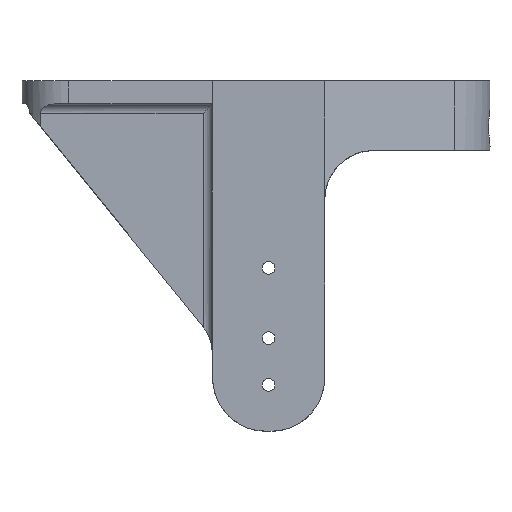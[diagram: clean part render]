
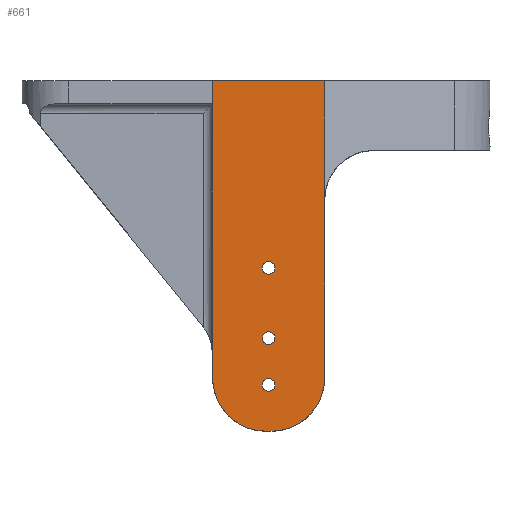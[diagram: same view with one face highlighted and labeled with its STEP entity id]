
A CAD part, left-side view. The second image highlights one B-rep face of the part: STEP entity #661.
In plain terms, the highlighted planar face has unit normal (-1, 0, 0).
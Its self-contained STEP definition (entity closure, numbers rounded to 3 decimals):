
#70 = ORIENTED_EDGE ( 'NONE', *, *, #4477, .T. ) ;
#78 = EDGE_LOOP ( 'NONE', ( #111, #4745 ) ) ;
#111 = ORIENTED_EDGE ( 'NONE', *, *, #4534, .T. ) ;
#185 = EDGE_CURVE ( 'NONE', #1020, #1507, #3792, .T. ) ;
#193 = VERTEX_POINT ( 'NONE', #2964 ) ;
#222 = CARTESIAN_POINT ( 'NONE',  ( -110., -52.7, -53.647 ) ) ;
#225 = ORIENTED_EDGE ( 'NONE', *, *, #185, .T. ) ;
#290 = CARTESIAN_POINT ( 'NONE',  ( -110., -52.2, -74.9 ) ) ;
#304 = EDGE_CURVE ( 'NONE', #4462, #193, #5364, .T. ) ;
#318 = CARTESIAN_POINT ( 'NONE',  ( -110., -64.7, -74.9 ) ) ;
#341 = AXIS2_PLACEMENT_3D ( 'NONE', #2245, #4422, #5301 ) ;
#356 = AXIS2_PLACEMENT_3D ( 'NONE', #1834, #2763, #4961 ) ;
#441 = LINE ( 'NONE', #2770, #2966 ) ;
#479 = DIRECTION ( 'NONE',  ( 1., 0., 0. ) ) ;
#483 = AXIS2_PLACEMENT_3D ( 'NONE', #2512, #4227, #5558 ) ;
#525 = DIRECTION ( 'NONE',  ( 0., 0., 1. ) ) ;
#532 = FACE_BOUND ( 'NONE', #4941, .T. ) ;
#661 = ADVANCED_FACE ( 'NONE', ( #3949, #5250, #532, #5110 ), #1297, .F. ) ;
#706 = DIRECTION ( 'NONE',  ( 0., 0., 1. ) ) ;
#997 = DIRECTION ( 'NONE',  ( 1., 0., 0. ) ) ;
#1007 = CARTESIAN_POINT ( 'NONE',  ( -110., -52.7, -66.353 ) ) ;
#1020 = VERTEX_POINT ( 'NONE', #4682 ) ;
#1206 = VERTEX_POINT ( 'NONE', #5329 ) ;
#1297 = PLANE ( 'NONE',  #341 ) ;
#1376 = EDGE_CURVE ( 'NONE', #1020, #2849, #1597, .T. ) ;
#1407 = CIRCLE ( 'NONE', #356, 1.353 ) ;
#1419 = LINE ( 'NONE', #2322, #4050 ) ;
#1426 = AXIS2_PLACEMENT_3D ( 'NONE', #5520, #1930, #5025 ) ;
#1496 = DIRECTION ( 'NONE',  ( 0., 0., -1. ) ) ;
#1507 = VERTEX_POINT ( 'NONE', #290 ) ;
#1597 = LINE ( 'NONE', #4593, #4787 ) ;
#1600 = CARTESIAN_POINT ( 'NONE',  ( -110., -53.2, -74.9 ) ) ;
#1690 = LINE ( 'NONE', #318, #3418 ) ;
#1789 = CIRCLE ( 'NONE', #1426, 1.353 ) ;
#1834 = CARTESIAN_POINT ( 'NONE',  ( -110., -52.7, -55. ) ) ;
#1880 = CIRCLE ( 'NONE', #5049, 1.353 ) ;
#1930 = DIRECTION ( 'NONE',  ( 1., 0., 0. ) ) ;
#2010 = CARTESIAN_POINT ( 'NONE',  ( -110., -52.7, -56.353 ) ) ;
#2026 = CIRCLE ( 'NONE', #3571, 1.353 ) ;
#2245 = CARTESIAN_POINT ( 'NONE',  ( -110., -40.7, -74.9 ) ) ;
#2257 = ORIENTED_EDGE ( 'NONE', *, *, #1376, .F. ) ;
#2263 = ORIENTED_EDGE ( 'NONE', *, *, #3996, .F. ) ;
#2279 = DIRECTION ( 'NONE',  ( 0., 1., 0. ) ) ;
#2322 = CARTESIAN_POINT ( 'NONE',  ( -110., -64.7, 0. ) ) ;
#2383 = CARTESIAN_POINT ( 'NONE',  ( -110., -64.7, 0. ) ) ;
#2420 = AXIS2_PLACEMENT_3D ( 'NONE', #3140, #3968, #5695 ) ;
#2508 = EDGE_LOOP ( 'NONE', ( #4863, #3069 ) ) ;
#2512 = CARTESIAN_POINT ( 'NONE',  ( -110., -53.2, -63.4 ) ) ;
#2532 = VERTEX_POINT ( 'NONE', #1600 ) ;
#2585 = DIRECTION ( 'NONE',  ( 0., 0., -1. ) ) ;
#2609 = EDGE_CURVE ( 'NONE', #4791, #5467, #4302, .T. ) ;
#2626 = CARTESIAN_POINT ( 'NONE',  ( -110., -64.7, -73.182 ) ) ;
#2647 = CARTESIAN_POINT ( 'NONE',  ( -110., -64.7, -25.4 ) ) ;
#2763 = DIRECTION ( 'NONE',  ( 1., 0., 0. ) ) ;
#2770 = CARTESIAN_POINT ( 'NONE',  ( -110., -40.7, -74.9 ) ) ;
#2849 = VERTEX_POINT ( 'NONE', #3713 ) ;
#2946 = CARTESIAN_POINT ( 'NONE',  ( -110., -64.7, -63.4 ) ) ;
#2964 = CARTESIAN_POINT ( 'NONE',  ( -110., -52.7, -63.647 ) ) ;
#2966 = VECTOR ( 'NONE', #2279, 1000. ) ;
#3030 = DIRECTION ( 'NONE',  ( 0., 0., 1. ) ) ;
#3047 = CARTESIAN_POINT ( 'NONE',  ( -110., -52.2, -63.4 ) ) ;
#3069 = ORIENTED_EDGE ( 'NONE', *, *, #3972, .T. ) ;
#3140 = CARTESIAN_POINT ( 'NONE',  ( -110., -52.7, -55. ) ) ;
#3165 = CIRCLE ( 'NONE', #2420, 1.353 ) ;
#3230 = CARTESIAN_POINT ( 'NONE',  ( -110., -52.7, -65. ) ) ;
#3260 = VERTEX_POINT ( 'NONE', #3521 ) ;
#3267 = DIRECTION ( 'NONE',  ( 1., 0., 0. ) ) ;
#3418 = VECTOR ( 'NONE', #706, 1000. ) ;
#3521 = CARTESIAN_POINT ( 'NONE',  ( -110., -52.7, -41.353 ) ) ;
#3571 = AXIS2_PLACEMENT_3D ( 'NONE', #3230, #479, #4990 ) ;
#3675 = ORIENTED_EDGE ( 'NONE', *, *, #2609, .T. ) ;
#3679 = VECTOR ( 'NONE', #3030, 1000. ) ;
#3693 = CARTESIAN_POINT ( 'NONE',  ( -110., -52.7, -65. ) ) ;
#3713 = CARTESIAN_POINT ( 'NONE',  ( -110., -40.7, 0. ) ) ;
#3792 = CIRCLE ( 'NONE', #5439, 11.5 ) ;
#3949 = FACE_BOUND ( 'NONE', #78, .T. ) ;
#3968 = DIRECTION ( 'NONE',  ( 1., 0., 0. ) ) ;
#3972 = EDGE_CURVE ( 'NONE', #4622, #5528, #3165, .T. ) ;
#3996 = EDGE_CURVE ( 'NONE', #2849, #5467, #1419, .T. ) ;
#4050 = VECTOR ( 'NONE', #4955, 1000. ) ;
#4067 = EDGE_LOOP ( 'NONE', ( #4197, #4591, #5120, #3675, #2263, #2257, #225 ) ) ;
#4115 = AXIS2_PLACEMENT_3D ( 'NONE', #3693, #997, #4607 ) ;
#4197 = ORIENTED_EDGE ( 'NONE', *, *, #5437, .F. ) ;
#4227 = DIRECTION ( 'NONE',  ( -1., 0., 0. ) ) ;
#4302 = LINE ( 'NONE', #2626, #3679 ) ;
#4422 = DIRECTION ( 'NONE',  ( 1., 0., 0. ) ) ;
#4462 = VERTEX_POINT ( 'NONE', #1007 ) ;
#4477 = EDGE_CURVE ( 'NONE', #193, #4462, #2026, .T. ) ;
#4534 = EDGE_CURVE ( 'NONE', #3260, #1206, #1880, .T. ) ;
#4591 = ORIENTED_EDGE ( 'NONE', *, *, #4644, .T. ) ;
#4593 = CARTESIAN_POINT ( 'NONE',  ( -110., -40.7, -74.9 ) ) ;
#4607 = DIRECTION ( 'NONE',  ( 0., 0., -1. ) ) ;
#4622 = VERTEX_POINT ( 'NONE', #222 ) ;
#4644 = EDGE_CURVE ( 'NONE', #2532, #5564, #5616, .T. ) ;
#4669 = EDGE_CURVE ( 'NONE', #5564, #4791, #1690, .T. ) ;
#4682 = CARTESIAN_POINT ( 'NONE',  ( -110., -40.7, -63.4 ) ) ;
#4711 = DIRECTION ( 'NONE',  ( -1., 0., 0. ) ) ;
#4745 = ORIENTED_EDGE ( 'NONE', *, *, #5541, .T. ) ;
#4787 = VECTOR ( 'NONE', #525, 1000. ) ;
#4791 = VERTEX_POINT ( 'NONE', #2647 ) ;
#4863 = ORIENTED_EDGE ( 'NONE', *, *, #5003, .T. ) ;
#4941 = EDGE_LOOP ( 'NONE', ( #5048, #70 ) ) ;
#4955 = DIRECTION ( 'NONE',  ( 0., -1., 0. ) ) ;
#4961 = DIRECTION ( 'NONE',  ( 0., 0., -1. ) ) ;
#4990 = DIRECTION ( 'NONE',  ( 0., 0., -1. ) ) ;
#5003 = EDGE_CURVE ( 'NONE', #5528, #4622, #1407, .T. ) ;
#5025 = DIRECTION ( 'NONE',  ( 0., 0., -1. ) ) ;
#5026 = CARTESIAN_POINT ( 'NONE',  ( -110., -52.7, -40. ) ) ;
#5048 = ORIENTED_EDGE ( 'NONE', *, *, #304, .T. ) ;
#5049 = AXIS2_PLACEMENT_3D ( 'NONE', #5026, #3267, #1496 ) ;
#5110 = FACE_OUTER_BOUND ( 'NONE', #4067, .T. ) ;
#5120 = ORIENTED_EDGE ( 'NONE', *, *, #4669, .T. ) ;
#5250 = FACE_BOUND ( 'NONE', #2508, .T. ) ;
#5301 = DIRECTION ( 'NONE',  ( 0., 0., -1. ) ) ;
#5329 = CARTESIAN_POINT ( 'NONE',  ( -110., -52.7, -38.647 ) ) ;
#5364 = CIRCLE ( 'NONE', #4115, 1.353 ) ;
#5437 = EDGE_CURVE ( 'NONE', #2532, #1507, #441, .T. ) ;
#5439 = AXIS2_PLACEMENT_3D ( 'NONE', #3047, #4711, #2585 ) ;
#5467 = VERTEX_POINT ( 'NONE', #2383 ) ;
#5520 = CARTESIAN_POINT ( 'NONE',  ( -110., -52.7, -40. ) ) ;
#5528 = VERTEX_POINT ( 'NONE', #2010 ) ;
#5541 = EDGE_CURVE ( 'NONE', #1206, #3260, #1789, .T. ) ;
#5558 = DIRECTION ( 'NONE',  ( 0., 0., -1. ) ) ;
#5564 = VERTEX_POINT ( 'NONE', #2946 ) ;
#5616 = CIRCLE ( 'NONE', #483, 11.5 ) ;
#5695 = DIRECTION ( 'NONE',  ( 0., 0., -1. ) ) ;
